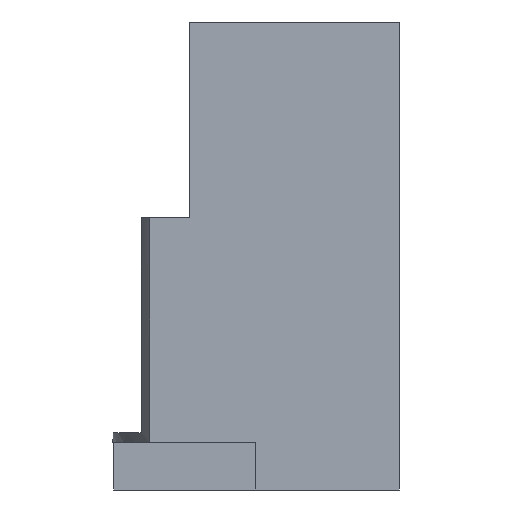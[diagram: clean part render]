
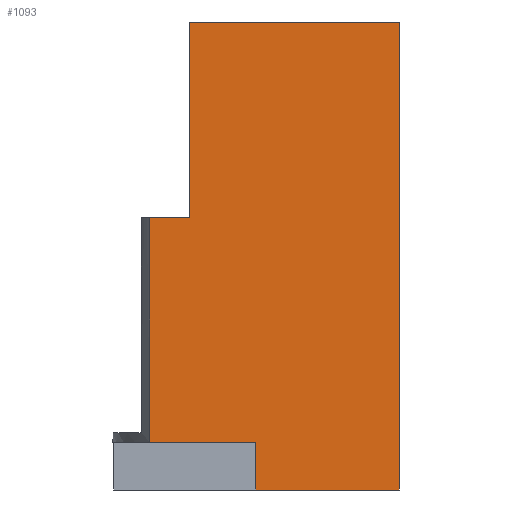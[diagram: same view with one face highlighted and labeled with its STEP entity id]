
A CAD part, left-side view. The second image highlights one B-rep face of the part: STEP entity #1093.
In plain terms, the highlighted planar face has unit normal (-1, 0, 0).
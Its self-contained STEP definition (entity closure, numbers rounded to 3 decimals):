
#531=CARTESIAN_POINT('Vertex',(-15.081,-12.7,0.)) ;
#534=CARTESIAN_POINT('Line Origine',(-15.081,-3.175,0.)) ;
#538=CARTESIAN_POINT('Vertex',(-15.081,6.35,0.)) ;
#636=CARTESIAN_POINT('Vertex',(-15.081,6.35,6.35)) ;
#639=CARTESIAN_POINT('Line Origine',(-15.081,13.394,6.35)) ;
#643=CARTESIAN_POINT('Vertex',(-15.081,20.438,6.35)) ;
#671=CARTESIAN_POINT('Line Origine',(-15.081,6.35,3.175)) ;
#950=CARTESIAN_POINT('Vertex',(-15.081,-12.7,62.23)) ;
#953=CARTESIAN_POINT('Line Origine',(-15.081,-12.7,31.115)) ;
#996=CARTESIAN_POINT('Vertex',(-15.081,15.24,62.23)) ;
#999=CARTESIAN_POINT('Line Origine',(-15.081,1.27,62.23)) ;
#1059=CARTESIAN_POINT('Axis2P3D Location',(-15.081,-12.7,0.)) ;
#1064=CARTESIAN_POINT('Line Origine',(-15.081,15.24,49.213)) ;
#1068=CARTESIAN_POINT('Vertex',(-15.081,15.24,36.195)) ;
#1071=CARTESIAN_POINT('Line Origine',(-15.081,17.839,36.195)) ;
#1075=CARTESIAN_POINT('Vertex',(-15.081,20.438,36.195)) ;
#1078=CARTESIAN_POINT('Line Origine',(-15.081,20.438,21.273)) ;
#536=VECTOR('Line Direction',#535,1.) ;
#641=VECTOR('Line Direction',#640,1.) ;
#673=VECTOR('Line Direction',#672,1.) ;
#955=VECTOR('Line Direction',#954,1.) ;
#1001=VECTOR('Line Direction',#1000,1.) ;
#1066=VECTOR('Line Direction',#1065,1.) ;
#1073=VECTOR('Line Direction',#1072,1.) ;
#1080=VECTOR('Line Direction',#1079,1.) ;
#535=DIRECTION('Vector Direction',(0.,1.,0.)) ;
#640=DIRECTION('Vector Direction',(0.,1.,0.)) ;
#672=DIRECTION('Vector Direction',(0.,0.,1.)) ;
#954=DIRECTION('Vector Direction',(0.,0.,1.)) ;
#1000=DIRECTION('Vector Direction',(0.,-1.,0.)) ;
#1060=DIRECTION('Axis2P3D Direction',(1.,0.,0.)) ;
#1061=DIRECTION('Axis2P3D XDirection',(0.,1.,0.)) ;
#1065=DIRECTION('Vector Direction',(0.,0.,-1.)) ;
#1072=DIRECTION('Vector Direction',(0.,-1.,0.)) ;
#1079=DIRECTION('Vector Direction',(0.,0.,1.)) ;
#1062=AXIS2_PLACEMENT_3D('Plane Axis2P3D',#1059,#1060,#1061) ;
#537=LINE('Line',#534,#536) ;
#642=LINE('Line',#639,#641) ;
#674=LINE('Line',#671,#673) ;
#956=LINE('Line',#953,#955) ;
#1002=LINE('Line',#999,#1001) ;
#1067=LINE('Line',#1064,#1066) ;
#1074=LINE('Line',#1071,#1073) ;
#1081=LINE('Line',#1078,#1080) ;
#1063=PLANE('',#1062) ;
#540=EDGE_CURVE('',#539,#532,#537,.F.) ;
#645=EDGE_CURVE('',#644,#637,#642,.F.) ;
#675=EDGE_CURVE('',#539,#637,#674,.T.) ;
#957=EDGE_CURVE('',#532,#951,#956,.T.) ;
#1003=EDGE_CURVE('',#951,#997,#1002,.F.) ;
#1070=EDGE_CURVE('',#997,#1069,#1067,.T.) ;
#1077=EDGE_CURVE('',#1076,#1069,#1074,.T.) ;
#1082=EDGE_CURVE('',#644,#1076,#1081,.T.) ;
#1084=ORIENTED_EDGE('',*,*,#1070,.T.) ;
#1085=ORIENTED_EDGE('',*,*,#1077,.F.) ;
#1086=ORIENTED_EDGE('',*,*,#1082,.F.) ;
#1087=ORIENTED_EDGE('',*,*,#645,.T.) ;
#1088=ORIENTED_EDGE('',*,*,#675,.F.) ;
#1089=ORIENTED_EDGE('',*,*,#540,.T.) ;
#1090=ORIENTED_EDGE('',*,*,#957,.T.) ;
#1091=ORIENTED_EDGE('',*,*,#1003,.T.) ;
#1083=EDGE_LOOP('',(#1084,#1085,#1086,#1087,#1088,#1089,#1090,#1091)) ;
#532=VERTEX_POINT('',#531) ;
#539=VERTEX_POINT('',#538) ;
#637=VERTEX_POINT('',#636) ;
#644=VERTEX_POINT('',#643) ;
#951=VERTEX_POINT('',#950) ;
#997=VERTEX_POINT('',#996) ;
#1069=VERTEX_POINT('',#1068) ;
#1076=VERTEX_POINT('',#1075) ;
#1093=ADVANCED_FACE('pronmt',(#1092),#1063,.F.) ;
#1092=FACE_OUTER_BOUND('',#1083,.T.) ;
